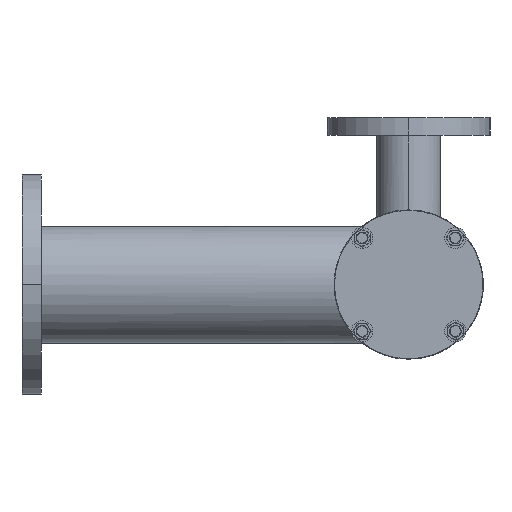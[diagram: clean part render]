
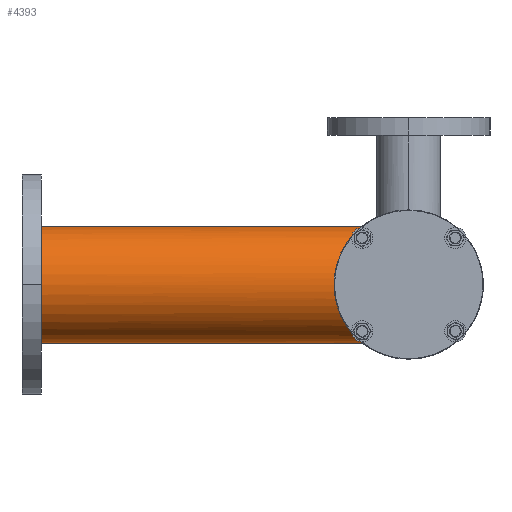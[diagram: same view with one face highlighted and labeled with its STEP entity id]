
A CAD part, left-side view. The second image highlights one B-rep face of the part: STEP entity #4393.
In plain terms, the highlighted cylindrical face has radius 66.5 mm (diameter 133 mm), a partial arc.
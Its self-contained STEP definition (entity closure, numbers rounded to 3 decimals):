
#82 = CARTESIAN_POINT ( 'NONE',  ( 320., 0., 66.5 ) ) ;
#94 = CARTESIAN_POINT ( 'NONE',  ( 320., 0., -66.5 ) ) ;
#216 = DIRECTION ( 'NONE',  ( -1., 0., 0. ) ) ;
#273 = CARTESIAN_POINT ( 'NONE',  ( 320., 0., -66.5 ) ) ;
#540 = FACE_OUTER_BOUND ( 'NONE', #4122, .T. ) ;
#542 =( BOUNDED_CURVE ( )  B_SPLINE_CURVE ( 3, ( #8715, #6330, #2367, #273 ),
 .UNSPECIFIED., .F., .T. ) 
 B_SPLINE_CURVE_WITH_KNOTS ( ( 4, 4 ),
 ( 3.142, 4.712 ),
 .UNSPECIFIED. ) 
 CURVE ( )  GEOMETRIC_REPRESENTATION_ITEM ( )  RATIONAL_B_SPLINE_CURVE ( ( 1., 0.805, 0.805, 1. ) ) 
 REPRESENTATION_ITEM ( '' )  );
#566 = CARTESIAN_POINT ( 'NONE',  ( 320., 435., -66.5 ) ) ;
#981 = CARTESIAN_POINT ( 'NONE',  ( 320., 435., 66.5 ) ) ;
#1115 = AXIS2_PLACEMENT_3D ( 'NONE', #8058, #7283, #216 ) ;
#2084 = VECTOR ( 'NONE', #6036, 1000. ) ;
#2226 = CARTESIAN_POINT ( 'NONE',  ( 320., 435., 66.5 ) ) ;
#2367 = CARTESIAN_POINT ( 'NONE',  ( 281.045, 38.955, -66.5 ) ) ;
#2640 = EDGE_CURVE ( 'NONE', #7367, #7044, #542, .T. ) ;
#2924 = ORIENTED_EDGE ( 'NONE', *, *, #3396, .F. ) ;
#2990 =( BOUNDED_CURVE ( )  B_SPLINE_CURVE ( 3, ( #82, #6422, #7922, #7198 ),
 .UNSPECIFIED., .F., .T. ) 
 B_SPLINE_CURVE_WITH_KNOTS ( ( 4, 4 ),
 ( 1.571, 3.142 ),
 .UNSPECIFIED. ) 
 CURVE ( )  GEOMETRIC_REPRESENTATION_ITEM ( )  RATIONAL_B_SPLINE_CURVE ( ( 1., 0.805, 0.805, 1. ) ) 
 REPRESENTATION_ITEM ( '' )  );
#3253 = VERTEX_POINT ( 'NONE', #8851 ) ;
#3396 = EDGE_CURVE ( 'NONE', #3658, #3253, #8324, .T. ) ;
#3658 = VERTEX_POINT ( 'NONE', #981 ) ;
#4122 = EDGE_LOOP ( 'NONE', ( #2924, #6957, #4550, #5549, #9744 ) ) ;
#4393 = ADVANCED_FACE ( 'NONE', ( #540 ), #8376, .T. ) ;
#4550 = ORIENTED_EDGE ( 'NONE', *, *, #8253, .T. ) ;
#4984 = VERTEX_POINT ( 'NONE', #566 ) ;
#5233 = DIRECTION ( 'NONE',  ( 0., -1., 0. ) ) ;
#5407 = CIRCLE ( 'NONE', #1115, 66.5 ) ;
#5440 = VECTOR ( 'NONE', #6200, 1000. ) ;
#5549 = ORIENTED_EDGE ( 'NONE', *, *, #2640, .F. ) ;
#6036 = DIRECTION ( 'NONE',  ( 0., -1., 0. ) ) ;
#6052 = CARTESIAN_POINT ( 'NONE',  ( 320., 435., 0. ) ) ;
#6161 = DIRECTION ( 'NONE',  ( 0., 0., -1. ) ) ;
#6200 = DIRECTION ( 'NONE',  ( 0., -1., 0. ) ) ;
#6330 = CARTESIAN_POINT ( 'NONE',  ( 253.5, 66.5, -38.955 ) ) ;
#6422 = CARTESIAN_POINT ( 'NONE',  ( 281.045, 38.955, 66.5 ) ) ;
#6957 = ORIENTED_EDGE ( 'NONE', *, *, #9495, .F. ) ;
#7044 = VERTEX_POINT ( 'NONE', #94 ) ;
#7198 = CARTESIAN_POINT ( 'NONE',  ( 253.5, 66.5, 0. ) ) ;
#7283 = DIRECTION ( 'NONE',  ( 0., 1., 0. ) ) ;
#7367 = VERTEX_POINT ( 'NONE', #9315 ) ;
#7922 = CARTESIAN_POINT ( 'NONE',  ( 253.5, 66.5, 38.955 ) ) ;
#8058 = CARTESIAN_POINT ( 'NONE',  ( 320., 435., 0. ) ) ;
#8136 = AXIS2_PLACEMENT_3D ( 'NONE', #6052, #5233, #6161 ) ;
#8253 = EDGE_CURVE ( 'NONE', #4984, #7044, #9344, .T. ) ;
#8324 = LINE ( 'NONE', #2226, #5440 ) ;
#8376 = CYLINDRICAL_SURFACE ( 'NONE', #8136, 66.5 ) ;
#8418 = CARTESIAN_POINT ( 'NONE',  ( 320., 435., -66.5 ) ) ;
#8715 = CARTESIAN_POINT ( 'NONE',  ( 253.5, 66.5, 0. ) ) ;
#8851 = CARTESIAN_POINT ( 'NONE',  ( 320., 0., 66.5 ) ) ;
#9020 = EDGE_CURVE ( 'NONE', #3253, #7367, #2990, .T. ) ;
#9315 = CARTESIAN_POINT ( 'NONE',  ( 253.5, 66.5, 0. ) ) ;
#9344 = LINE ( 'NONE', #8418, #2084 ) ;
#9495 = EDGE_CURVE ( 'NONE', #4984, #3658, #5407, .T. ) ;
#9744 = ORIENTED_EDGE ( 'NONE', *, *, #9020, .F. ) ;
